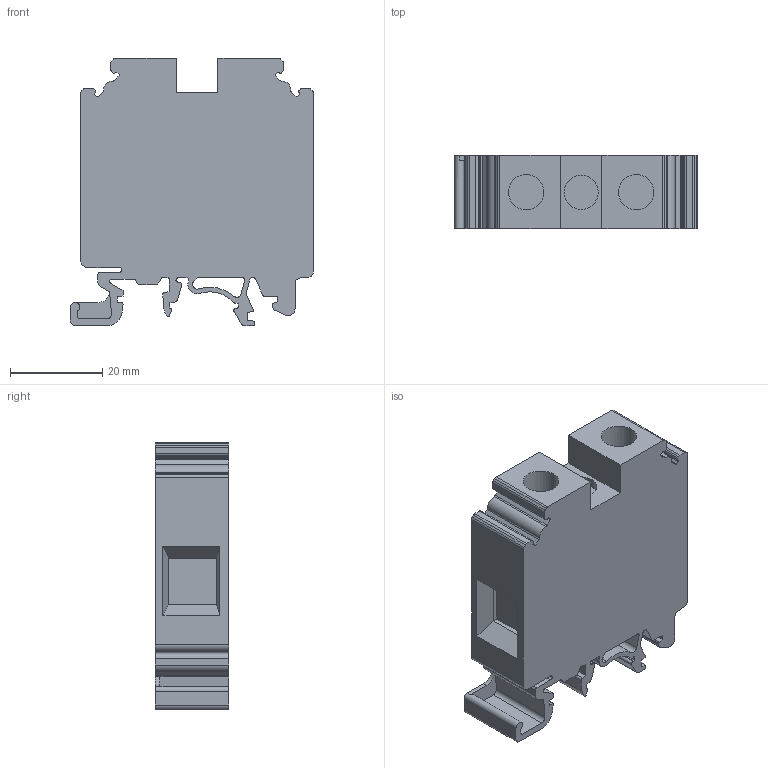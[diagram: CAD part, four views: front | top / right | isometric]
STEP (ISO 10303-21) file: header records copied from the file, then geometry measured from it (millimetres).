
FILE_DESCRIPTION( ( 'Unknown' ), '1' );
FILE_NAME( 'CTS35UN.stp', 'Unknown', ( 'Unknown' ), ( 'Unknown' ), 'PSStep 14.0', 'Unknown', ' ' );
FILE_SCHEMA( ( 'AUTOMOTIVE_DESIGN { 1 0 10303 214 1 1 1 1 }' ) );
Length unit declared in the file: millimetre
Products named in the file (1): 1
Bounding box: 52.75 x 15.9 x 58 mm (x, y, z)
Volume: 35634 mm3; surface area: 11283.7 mm2
Topology: 1 solids, 1 shells, 193 faces, 550 edges, 364 vertices
Faces by surface type: plane 109, cylinder 84
Full cylindrical faces by diameter (mm): 7.4 x1, 7.7 x2
Entity records: 7859 total; most frequent: CARTESIAN_POINT 1105, DIRECTION 1105, ORIENTED_EDGE 1094, EDGE_CURVE 547, LINE 377, VECTOR 377, AXIS2_PLACEMENT_3D 364, VERTEX_POINT 364
